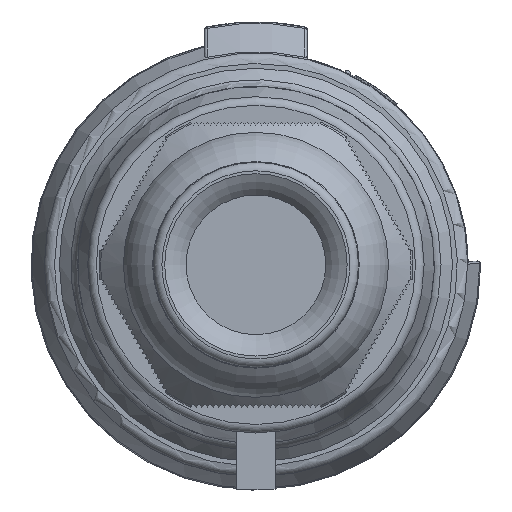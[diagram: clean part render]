
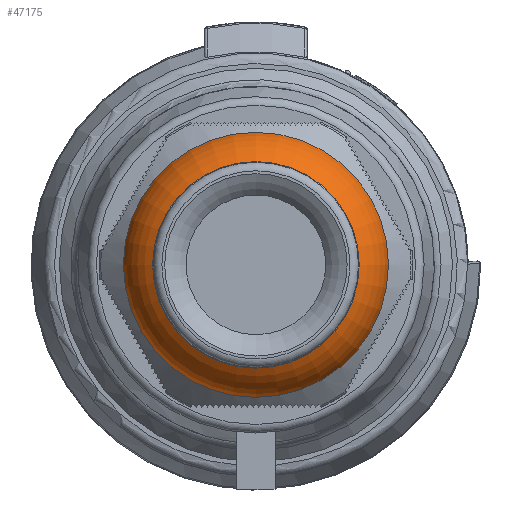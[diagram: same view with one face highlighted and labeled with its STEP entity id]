
A CAD part, front view. The second image highlights one B-rep face of the part: STEP entity #47175.
In plain terms, the highlighted toroidal (fillet/blend) face has major radius 11.861 mm and minor radius 11.76 mm.
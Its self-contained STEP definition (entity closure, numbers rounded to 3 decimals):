
#60=TOROIDAL_SURFACE('',#48532,11.86,11.76);
#4742=FACE_OUTER_BOUND('',#7229,.T.);
#7229=EDGE_LOOP('',(#40547,#40548,#40549,#40550,#40551,#40552,#40553));
#7984=CIRCLE('',#48529,23.25);
#7985=CIRCLE('',#48530,23.25);
#7986=CIRCLE('',#48531,23.25);
#7987=CIRCLE('',#48533,11.76);
#7988=CIRCLE('',#48534,18.118);
#7989=CIRCLE('',#48535,18.118);
#21117=VERTEX_POINT('',#102339);
#21118=VERTEX_POINT('',#102341);
#21119=VERTEX_POINT('',#102343);
#21120=VERTEX_POINT('',#102347);
#21121=VERTEX_POINT('',#102349);
#27710=EDGE_CURVE('',#21117,#21118,#7984,.T.);
#27711=EDGE_CURVE('',#21118,#21119,#7985,.T.);
#27712=EDGE_CURVE('',#21119,#21117,#7986,.T.);
#27713=EDGE_CURVE('',#21119,#21120,#7987,.T.);
#27714=EDGE_CURVE('',#21120,#21121,#7988,.T.);
#27715=EDGE_CURVE('',#21121,#21120,#7989,.T.);
#40547=ORIENTED_EDGE('',*,*,#27711,.F.);
#40548=ORIENTED_EDGE('',*,*,#27710,.F.);
#40549=ORIENTED_EDGE('',*,*,#27712,.F.);
#40550=ORIENTED_EDGE('',*,*,#27713,.T.);
#40551=ORIENTED_EDGE('',*,*,#27714,.T.);
#40552=ORIENTED_EDGE('',*,*,#27715,.T.);
#40553=ORIENTED_EDGE('',*,*,#27713,.F.);
#47175=ADVANCED_FACE('',(#4742),#60,.T.);
#48529=AXIS2_PLACEMENT_3D('',#102342,#53326,#53327);
#48530=AXIS2_PLACEMENT_3D('',#102344,#53328,#53329);
#48531=AXIS2_PLACEMENT_3D('',#102345,#53330,#53331);
#48532=AXIS2_PLACEMENT_3D('',#102346,#53332,#53333);
#48533=AXIS2_PLACEMENT_3D('',#102348,#53334,#53335);
#48534=AXIS2_PLACEMENT_3D('',#102350,#53336,#53337);
#48535=AXIS2_PLACEMENT_3D('',#102351,#53338,#53339);
#53326=DIRECTION('center_axis',(0.,1.,0.));
#53327=DIRECTION('ref_axis',(-1.,0.,0.));
#53328=DIRECTION('center_axis',(0.,1.,0.));
#53329=DIRECTION('ref_axis',(-1.,0.,0.));
#53330=DIRECTION('center_axis',(0.,1.,0.));
#53331=DIRECTION('ref_axis',(-1.,0.,0.));
#53332=DIRECTION('center_axis',(0.,1.,0.));
#53333=DIRECTION('ref_axis',(0.,0.,-1.));
#53334=DIRECTION('center_axis',(1.,0.,0.));
#53335=DIRECTION('ref_axis',(0.,0.,1.));
#53336=DIRECTION('center_axis',(0.,1.,0.));
#53337=DIRECTION('ref_axis',(-1.,0.,0.));
#53338=DIRECTION('center_axis',(0.,1.,0.));
#53339=DIRECTION('ref_axis',(-1.,0.,0.));
#102339=CARTESIAN_POINT('',(23.25,-113.73,0.));
#102341=CARTESIAN_POINT('',(-23.25,-113.73,0.));
#102342=CARTESIAN_POINT('Origin',(0.,-113.73,
0.));
#102343=CARTESIAN_POINT('',(0.,-113.73,23.25));
#102344=CARTESIAN_POINT('Origin',(0.,-113.73,
0.));
#102345=CARTESIAN_POINT('Origin',(0.,-113.73,
0.));
#102346=CARTESIAN_POINT('Origin',(0.,-110.802,
0.));
#102347=CARTESIAN_POINT('',(0.,-120.759,18.118));
#102348=CARTESIAN_POINT('Origin',(0.,-110.802,
11.86));
#102349=CARTESIAN_POINT('',(-18.118,-120.759,0.));
#102350=CARTESIAN_POINT('Origin',(0.,-120.759,
0.));
#102351=CARTESIAN_POINT('Origin',(0.,-120.759,
0.));
